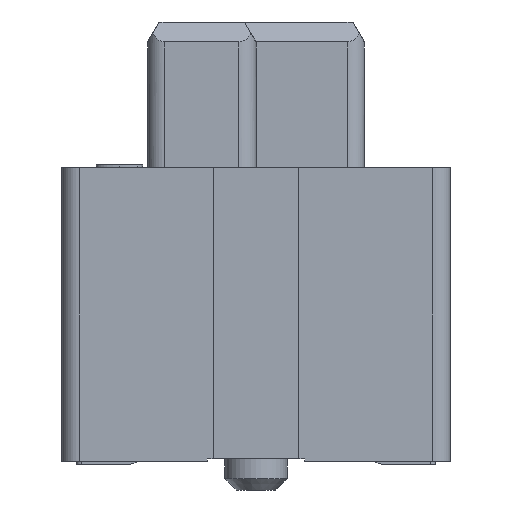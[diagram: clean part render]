
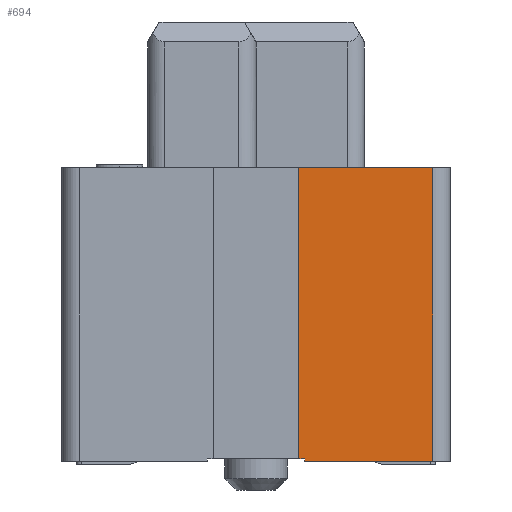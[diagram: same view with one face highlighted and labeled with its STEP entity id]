
A CAD part, left-side view. The second image highlights one B-rep face of the part: STEP entity #694.
In plain terms, the highlighted planar face has unit normal (-1, 0, 0).
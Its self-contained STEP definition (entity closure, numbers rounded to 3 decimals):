
#639=CARTESIAN_POINT('',(-18.9,0.,3.075));
#640=DIRECTION('',(0.,0.,-1.));
#641=DIRECTION('',(-1.,-0.,-0.));
#642=AXIS2_PLACEMENT_3D('',#639,#641,#640);
#643=PLANE('',#642);
#644=CARTESIAN_POINT('',(-18.9,-0.85,0.5));
#645=VERTEX_POINT('',#644);
#646=CARTESIAN_POINT('',(-18.9,-3.1,0.5));
#647=VERTEX_POINT('',#646);
#648=CARTESIAN_POINT('',(-18.9,-0.85,0.5));
#649=DIRECTION('',(0.,-1.,0.));
#650=VECTOR('',#649,2.25);
#651=LINE('',#648,#650);
#652=EDGE_CURVE('',#645,#647,#651,.T.);
#653=ORIENTED_EDGE('',*,*,#652,.T.);
#654=CARTESIAN_POINT('',(-18.9,-3.1,5.65));
#655=VERTEX_POINT('',#654);
#656=CARTESIAN_POINT('',(-18.9,-3.1,0.5));
#657=DIRECTION('',(0.,0.,1.));
#658=VECTOR('',#657,5.15);
#659=LINE('',#656,#658);
#660=EDGE_CURVE('',#647,#655,#659,.T.);
#661=ORIENTED_EDGE('',*,*,#660,.T.);
#662=CARTESIAN_POINT('',(-18.9,-0.75,5.65));
#663=VERTEX_POINT('',#662);
#664=CARTESIAN_POINT('',(-18.9,-3.1,5.65));
#665=DIRECTION('',(0.,1.,0.));
#666=VECTOR('',#665,2.35);
#667=LINE('',#664,#666);
#668=EDGE_CURVE('',#655,#663,#667,.T.);
#669=ORIENTED_EDGE('',*,*,#668,.T.);
#670=CARTESIAN_POINT('',(-18.9,-0.75,0.55));
#671=VERTEX_POINT('',#670);
#672=CARTESIAN_POINT('',(-18.9,-0.75,5.65));
#673=DIRECTION('',(0.,0.,-1.));
#674=VECTOR('',#673,5.1);
#675=LINE('',#672,#674);
#676=EDGE_CURVE('',#663,#671,#675,.T.);
#677=ORIENTED_EDGE('',*,*,#676,.T.);
#678=CARTESIAN_POINT('',(-18.9,-0.85,0.55));
#679=VERTEX_POINT('',#678);
#680=CARTESIAN_POINT('',(-18.9,-0.75,0.55));
#681=DIRECTION('',(0.,-1.,0.));
#682=VECTOR('',#681,0.1);
#683=LINE('',#680,#682);
#684=EDGE_CURVE('',#671,#679,#683,.T.);
#685=ORIENTED_EDGE('',*,*,#684,.T.);
#686=CARTESIAN_POINT('',(-18.9,-0.85,0.55));
#687=DIRECTION('',(0.,0.,-1.));
#688=VECTOR('',#687,0.05);
#689=LINE('',#686,#688);
#690=EDGE_CURVE('',#679,#645,#689,.T.);
#691=ORIENTED_EDGE('',*,*,#690,.T.);
#692=EDGE_LOOP('',(#653,#661,#669,#677,#685,#691));
#693=FACE_OUTER_BOUND('',#692,.T.);
#694=ADVANCED_FACE('',(#693),#643,.T.);
